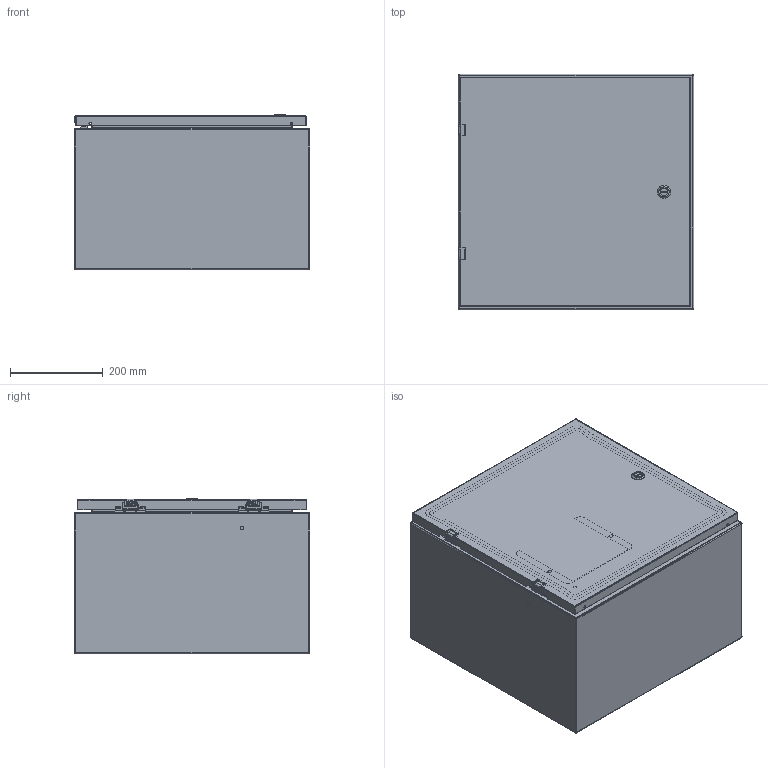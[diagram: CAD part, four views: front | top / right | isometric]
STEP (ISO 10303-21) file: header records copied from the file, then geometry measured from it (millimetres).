
FILE_DESCRIPTION (( 'STEP AP214' ), '1' );
FILE_NAME ('SCE-20EL2012LP.STEP', '2023-08-03T13:33:38', ( '' ), ( '' ), 'SwSTEP 2.0', 'SolidWorks 2021', '' );
FILE_SCHEMA (( 'AUTOMOTIVE_DESIGN' ));
Length unit declared in the file: inch
Products named in the file (1): SCE-20EL2012LP
Bounding box: 508 x 508 x 335.93 mm (x, y, z)
Volume: 3190328.9 mm3; surface area: 3083767.9 mm2
Topology: 24 solids, 24 shells, 1217 faces, 3147 edges, 1987 vertices
Faces by surface type: plane 544, cylinder 474, torus 92, bspline 39, cone 36, sphere 32
Full cylindrical faces by diameter (mm): 4.775 x4, 11.113 x4
Entity records: 40418 total; most frequent: CARTESIAN_POINT 9975, DIRECTION 6445, ORIENTED_EDGE 6214, EDGE_CURVE 3107, AXIS2_PLACEMENT_3D 2333, VERTEX_POINT 1987, LINE 1779, VECTOR 1779
